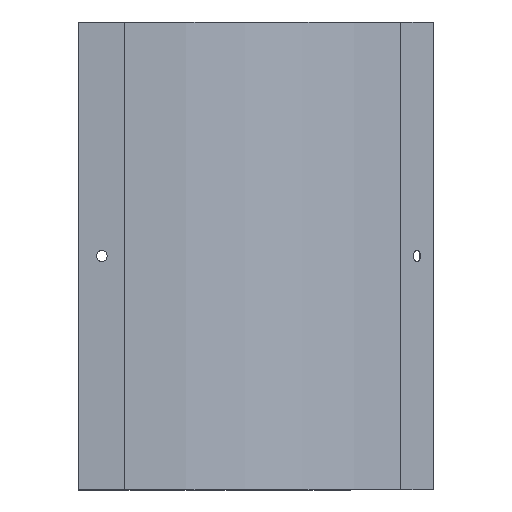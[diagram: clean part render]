
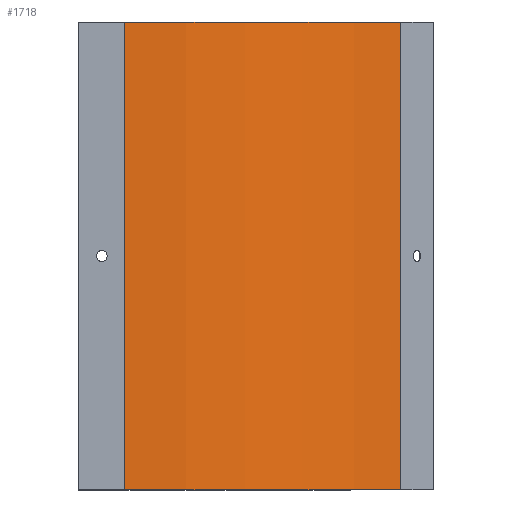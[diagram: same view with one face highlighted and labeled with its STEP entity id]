
A CAD part, front view. The second image highlights one B-rep face of the part: STEP entity #1718.
In plain terms, the highlighted cylindrical face has radius 250 mm (diameter 500 mm), a partial arc.
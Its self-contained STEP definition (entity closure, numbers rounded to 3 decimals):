
#200 = LINE ( 'NONE', #838, #204 ) ;
#204 = VECTOR ( 'NONE', #830, 1000. ) ;
#254 = CIRCLE ( 'NONE', #1377, 250. ) ;
#267 = LINE ( 'NONE', #1789, #269 ) ;
#269 = VECTOR ( 'NONE', #1773, 1000. ) ;
#272 = CIRCLE ( 'NONE', #1375, 250. ) ;
#334 = EDGE_CURVE ( 'NONE', #684, #594, #200, .T. ) ;
#369 = EDGE_CURVE ( 'NONE', #653, #684, #254, .T. ) ;
#377 = EDGE_CURVE ( 'NONE', #653, #651, #267, .T. ) ;
#379 = EDGE_CURVE ( 'NONE', #651, #594, #272, .T. ) ;
#534 = ORIENTED_EDGE ( 'NONE', *, *, #377, .T. ) ;
#535 = ORIENTED_EDGE ( 'NONE', *, *, #369, .F. ) ;
#536 = ORIENTED_EDGE ( 'NONE', *, *, #334, .F. ) ;
#537 = ORIENTED_EDGE ( 'NONE', *, *, #379, .T. ) ;
#576 = EDGE_LOOP ( 'NONE', ( #537, #536, #535, #534 ) ) ;
#594 = VERTEX_POINT ( 'NONE', #1768 ) ;
#651 = VERTEX_POINT ( 'NONE', #1354 ) ;
#653 = VERTEX_POINT ( 'NONE', #1351 ) ;
#684 = VERTEX_POINT ( 'NONE', #1305 ) ;
#830 = DIRECTION ( 'NONE',  ( 0., 0., -1. ) ) ;
#838 = CARTESIAN_POINT ( 'NONE',  ( 206.569, -26.777, 0.8 ) ) ;
#1002 = FACE_OUTER_BOUND ( 'NONE', #576, .T. ) ;
#1006 = CYLINDRICAL_SURFACE ( 'NONE', #1178, 250. ) ;
#1178 = AXIS2_PLACEMENT_3D ( 'NONE', #1436, #1435, #1432 ) ;
#1305 = CARTESIAN_POINT ( 'NONE',  ( 206.569, -26.777, 0.8 ) ) ;
#1349 = DIRECTION ( 'NONE',  ( 1., 0., 0. ) ) ;
#1351 = CARTESIAN_POINT ( 'NONE',  ( 29.792, -100., 0.8 ) ) ;
#1352 = DIRECTION ( 'NONE',  ( 0., 0., 1. ) ) ;
#1354 = CARTESIAN_POINT ( 'NONE',  ( 29.792, -100., -299.2 ) ) ;
#1355 = CARTESIAN_POINT ( 'NONE',  ( 29.792, 150., -299.2 ) ) ;
#1375 = AXIS2_PLACEMENT_3D ( 'NONE', #1355, #1352, #1349 ) ;
#1377 = AXIS2_PLACEMENT_3D ( 'NONE', #1776, #1774, #1798 ) ;
#1432 = DIRECTION ( 'NONE',  ( -1., 0., 0. ) ) ;
#1435 = DIRECTION ( 'NONE',  ( 0., 0., -1. ) ) ;
#1436 = CARTESIAN_POINT ( 'NONE',  ( 29.792, 150., 0.8 ) ) ;
#1718 = ADVANCED_FACE ( 'NONE', ( #1002 ), #1006, .T. ) ;
#1768 = CARTESIAN_POINT ( 'NONE',  ( 206.569, -26.777, -299.2 ) ) ;
#1773 = DIRECTION ( 'NONE',  ( 0., 0., -1. ) ) ;
#1774 = DIRECTION ( 'NONE',  ( 0., 0., 1. ) ) ;
#1776 = CARTESIAN_POINT ( 'NONE',  ( 29.792, 150., 0.8 ) ) ;
#1789 = CARTESIAN_POINT ( 'NONE',  ( 29.792, -100., 0.8 ) ) ;
#1798 = DIRECTION ( 'NONE',  ( 1., 0., 0. ) ) ;
